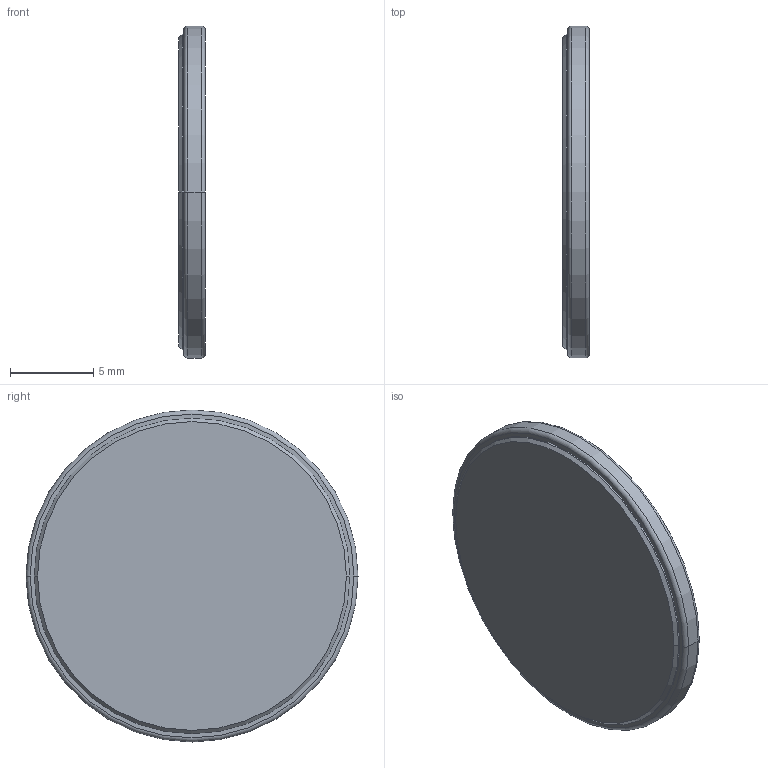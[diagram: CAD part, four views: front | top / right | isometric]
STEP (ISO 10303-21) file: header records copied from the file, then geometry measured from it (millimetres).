
FILE_DESCRIPTION(/* description */ ('VariCAD 2010-3.03 AP-214'),/* implementation_level */ '2;1');
FILE_NAME(/* name */ 'cr2016',/* time_stamp */ '2012-07-07T16:54:00+02:00',/* author */ (''),/* organization */ (''),/* preprocessor_version */ 'ST-DEVELOPER v12',/* originating_system */ 'VariCAD 2010-3.03; kernel version (20100102)',/* authorisation */ '');
FILE_SCHEMA (('AUTOMOTIVE_DESIGN'));
Length unit declared in the file: millimetre
Products named in the file (1): Part
Bounding box: 1.6 x 20 x 20 mm (x, y, z)
Volume: 490.1 mm3; surface area: 709.3 mm2
Topology: 1 solids, 1 shells, 28 faces, 62 edges, 38 vertices
Faces by surface type: plane 18, cylinder 4, torus 4, cone 2
Entity records: 897 total; most frequent: DIRECTION 140, CARTESIAN_POINT 130, ORIENTED_EDGE 124, EDGE_CURVE 62, AXIS2_PLACEMENT_3D 48, LINE 44, VECTOR 44, VERTEX_POINT 38
